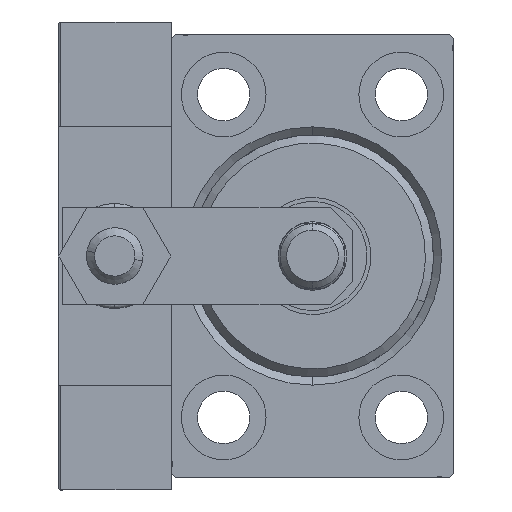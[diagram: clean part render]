
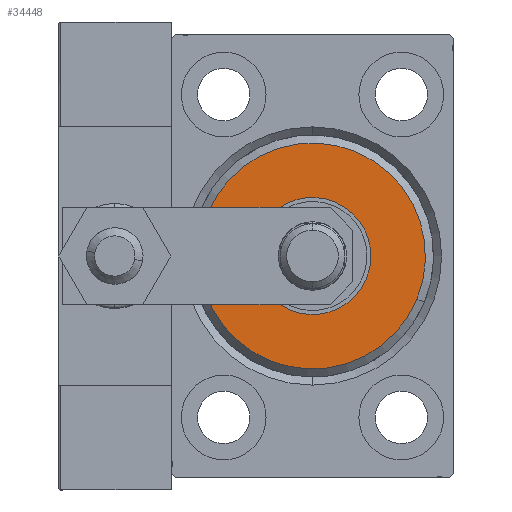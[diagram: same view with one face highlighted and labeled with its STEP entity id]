
A CAD part, left-side view. The second image highlights one B-rep face of the part: STEP entity #34448.
In plain terms, the highlighted face is planar.
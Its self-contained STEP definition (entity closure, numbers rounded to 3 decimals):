
#1503 = CIRCLE ( 'NONE', #21300, 7.25 ) ;
#1865 = EDGE_LOOP ( 'NONE', ( #43286, #18676 ) ) ;
#1964 = AXIS2_PLACEMENT_3D ( 'NONE', #50528, #47155, #43008 ) ;
#2587 = DIRECTION ( 'NONE',  ( 1., 0., 0. ) ) ;
#3069 = DIRECTION ( 'NONE',  ( 0., 0., -1. ) ) ;
#4753 = FACE_BOUND ( 'NONE', #1865, .T. ) ;
#5916 = EDGE_CURVE ( 'NONE', #41805, #17746, #42405, .T. ) ;
#7162 = AXIS2_PLACEMENT_3D ( 'NONE', #14682, #38712, #3069 ) ;
#7186 = CIRCLE ( 'NONE', #7162, 14. ) ;
#8133 = CIRCLE ( 'NONE', #12251, 14. ) ;
#9387 = AXIS2_PLACEMENT_3D ( 'NONE', #36253, #9389, #20747 ) ;
#9389 = DIRECTION ( 'NONE',  ( 1., 0., 0. ) ) ;
#12251 = AXIS2_PLACEMENT_3D ( 'NONE', #26074, #2587, #19099 ) ;
#13537 = EDGE_LOOP ( 'NONE', ( #34150, #19456 ) ) ;
#14682 = CARTESIAN_POINT ( 'NONE',  ( 3., 0., 0. ) ) ;
#16360 = PLANE ( 'NONE',  #9387 ) ;
#17746 = VERTEX_POINT ( 'NONE', #49571 ) ;
#17768 = EDGE_CURVE ( 'NONE', #45968, #29527, #7186, .T. ) ;
#18676 = ORIENTED_EDGE ( 'NONE', *, *, #20066, .F. ) ;
#19099 = DIRECTION ( 'NONE',  ( 0., 0., -1. ) ) ;
#19456 = ORIENTED_EDGE ( 'NONE', *, *, #49984, .T. ) ;
#19576 = DIRECTION ( 'NONE',  ( 1., 0., 0. ) ) ;
#20066 = EDGE_CURVE ( 'NONE', #17746, #41805, #1503, .T. ) ;
#20747 = DIRECTION ( 'NONE',  ( 0., 0., -1. ) ) ;
#21300 = AXIS2_PLACEMENT_3D ( 'NONE', #38183, #19576, #35339 ) ;
#24613 = FACE_OUTER_BOUND ( 'NONE', #13537, .T. ) ;
#26074 = CARTESIAN_POINT ( 'NONE',  ( 3., 0., 0. ) ) ;
#29527 = VERTEX_POINT ( 'NONE', #33151 ) ;
#33151 = CARTESIAN_POINT ( 'NONE',  ( 3., 0., -14. ) ) ;
#34150 = ORIENTED_EDGE ( 'NONE', *, *, #17768, .T. ) ;
#34448 = ADVANCED_FACE ( 'NONE', ( #24613, #4753 ), #16360, .T. ) ;
#35339 = DIRECTION ( 'NONE',  ( 0., 0., -1. ) ) ;
#36253 = CARTESIAN_POINT ( 'NONE',  ( 3., 0., 0. ) ) ;
#38183 = CARTESIAN_POINT ( 'NONE',  ( 3., 0., 0. ) ) ;
#38712 = DIRECTION ( 'NONE',  ( 1., 0., 0. ) ) ;
#41805 = VERTEX_POINT ( 'NONE', #48006 ) ;
#42405 = CIRCLE ( 'NONE', #1964, 7.25 ) ;
#43008 = DIRECTION ( 'NONE',  ( 0., 0., -1. ) ) ;
#43286 = ORIENTED_EDGE ( 'NONE', *, *, #5916, .F. ) ;
#43829 = CARTESIAN_POINT ( 'NONE',  ( 3., 0., 14. ) ) ;
#45968 = VERTEX_POINT ( 'NONE', #43829 ) ;
#47155 = DIRECTION ( 'NONE',  ( 1., 0., 0. ) ) ;
#48006 = CARTESIAN_POINT ( 'NONE',  ( 3., 0., -7.25 ) ) ;
#49571 = CARTESIAN_POINT ( 'NONE',  ( 3., 0., 7.25 ) ) ;
#49984 = EDGE_CURVE ( 'NONE', #29527, #45968, #8133, .T. ) ;
#50528 = CARTESIAN_POINT ( 'NONE',  ( 3., 0., 0. ) ) ;
